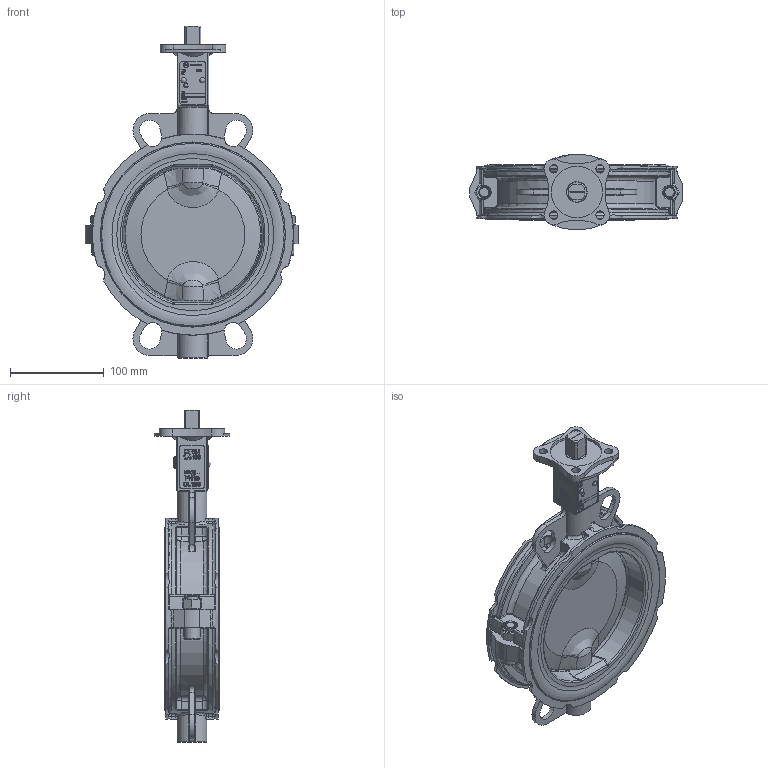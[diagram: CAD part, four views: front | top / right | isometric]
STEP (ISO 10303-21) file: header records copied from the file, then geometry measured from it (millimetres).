
FILE_DESCRIPTION((''),'2;1');
FILE_NAME('Z611-K DN150.stp','2015-08-10T13:15:48',('Hellwig'),(''),'Autodesk Inventor 2013','Autodesk Inventor 2013','');
FILE_SCHEMA(('AUTOMOTIVE_DESIGN { 1 0 10303 214 1 1 1 1 }'));
Length unit declared in the file: millimetre
Products named in the file (1): M11356_Shrinkwrap_1
Bounding box: 227.92 x 80.4 x 355 mm (x, y, z)
Volume: 1097947.6 mm3; surface area: 286971.6 mm2
Topology: 1 solids, 16 shells, 1899 faces, 4955 edges, 3201 vertices
Faces by surface type: plane 853, bspline 579, cylinder 294, torus 102, cone 53, sphere 18
Full cylindrical faces by diameter (mm): 3 x4, 3.2 x2, 5.5 x1, 9 x4, 12 x4, 12.5 x2, 18 x2, 22 x6, 23 x1, 24 x1, 25 x6, 26 x1, 30 x1, 32 x1, 55.1 x1, 162.6 x2, 162.8 x2, 190 x2, 196.8 x2, 198 x2
Entity records: 67039 total; most frequent: CARTESIAN_POINT 22818, ORIENTED_EDGE 9616, DIRECTION 6990, EDGE_CURVE 4808, VERTEX_POINT 3164, VECTOR 2520, LINE 2520, AXIS2_PLACEMENT_3D 2235
